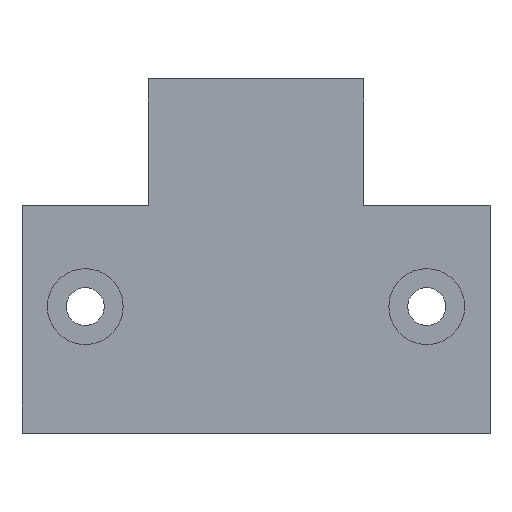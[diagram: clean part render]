
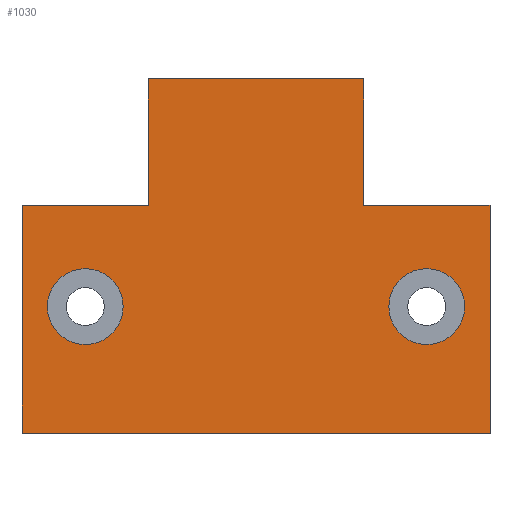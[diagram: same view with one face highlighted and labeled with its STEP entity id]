
A CAD part, front view. The second image highlights one B-rep face of the part: STEP entity #1030.
In plain terms, the highlighted planar face has unit normal (0, -1, 0).
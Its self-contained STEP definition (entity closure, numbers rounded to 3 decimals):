
#165=CARTESIAN_POINT('',(95.0,-125.0,10.0));
#166=VERTEX_POINT('',#165);
#167=CARTESIAN_POINT('',(92.0,-125.0,10.0));
#168=DIRECTION('',(0.0,1.0,0.0));
#169=DIRECTION('',(1.0,0.0,0.0));
#170=AXIS2_PLACEMENT_3D('',#167,#168,#169);
#171=CIRCLE('',#170,3.0);
#172=EDGE_CURVE('',#166,#166,#171,.T.);
#213=CARTESIAN_POINT('',(122.0,-125.0,10.0));
#214=VERTEX_POINT('',#213);
#215=CARTESIAN_POINT('',(119.0,-125.0,10.0));
#216=DIRECTION('',(0.0,1.0,0.0));
#217=DIRECTION('',(1.0,0.0,0.0));
#218=AXIS2_PLACEMENT_3D('',#215,#216,#217);
#219=CIRCLE('',#218,3.);
#220=EDGE_CURVE('',#214,#214,#219,.T.);
#385=CARTESIAN_POINT('',(124.,-125.0,0.0));
#386=VERTEX_POINT('',#385);
#393=CARTESIAN_POINT('',(87.,-125.0,0.0));
#394=VERTEX_POINT('',#393);
#395=CARTESIAN_POINT('',(124.,-125.0,0.0));
#396=DIRECTION('',(-1.0,0.0,0.0));
#397=VECTOR('',#396,37.);
#398=LINE('',#395,#397);
#399=EDGE_CURVE('',#386,#394,#398,.T.);
#752=CARTESIAN_POINT('',(124.,-125.0,18.));
#753=VERTEX_POINT('',#752);
#768=CARTESIAN_POINT('',(114.0,-125.0,18.));
#769=VERTEX_POINT('',#768);
#776=CARTESIAN_POINT('',(114.0,-125.0,18.));
#777=DIRECTION('',(1.0,0.0,0.0));
#778=VECTOR('',#777,10.);
#779=LINE('',#776,#778);
#780=EDGE_CURVE('',#769,#753,#779,.T.);
#794=CARTESIAN_POINT('',(124.0,-125.0,0.0));
#795=DIRECTION('',(0.0,0.0,1.0));
#796=VECTOR('',#795,18.);
#797=LINE('',#794,#796);
#798=EDGE_CURVE('',#386,#753,#797,.T.);
#811=CARTESIAN_POINT('',(87.,-125.0,18.));
#812=VERTEX_POINT('',#811);
#819=CARTESIAN_POINT('',(97.0,-125.0,18.));
#820=VERTEX_POINT('',#819);
#821=CARTESIAN_POINT('',(97.0,-125.0,18.));
#822=DIRECTION('',(-1.0,0.0,0.0));
#823=VECTOR('',#822,10.);
#824=LINE('',#821,#823);
#825=EDGE_CURVE('',#820,#812,#824,.T.);
#860=CARTESIAN_POINT('',(87.0,-125.0,18.));
#861=DIRECTION('',(0.0,0.0,-1.0));
#862=VECTOR('',#861,18.);
#863=LINE('',#860,#862);
#864=EDGE_CURVE('',#812,#394,#863,.T.);
#977=CARTESIAN_POINT('',(114.0,-125.0,28.0));
#978=VERTEX_POINT('',#977);
#985=CARTESIAN_POINT('',(114.0,-125.0,28.0));
#986=DIRECTION('',(0.0,0.0,-1.0));
#987=VECTOR('',#986,10.);
#988=LINE('',#985,#987);
#989=EDGE_CURVE('',#769,#978,#988,.F.);
#997=CARTESIAN_POINT('',(116.0,-125.0,0.0));
#998=DIRECTION('',(0.0,-1.0,0.0));
#999=DIRECTION('',(0.0,0.0,-1.0));
#1000=AXIS2_PLACEMENT_3D('',#997,#998,#999);
#1001=PLANE('',#1000);
#1002=CARTESIAN_POINT('',(97.0,-125.0,28.0));
#1003=VERTEX_POINT('',#1002);
#1004=CARTESIAN_POINT('',(97.0,-125.0,28.0));
#1005=DIRECTION('',(1.0,0.0,0.0));
#1006=VECTOR('',#1005,17.);
#1007=LINE('',#1004,#1006);
#1008=EDGE_CURVE('',#978,#1003,#1007,.F.);
#1009=ORIENTED_EDGE('',*,*,#1008,.T.);
#1010=CARTESIAN_POINT('',(97.0,-125.0,18.));
#1011=DIRECTION('',(0.0,0.0,1.0));
#1012=VECTOR('',#1011,10.);
#1013=LINE('',#1010,#1012);
#1014=EDGE_CURVE('',#820,#1003,#1013,.T.);
#1015=ORIENTED_EDGE('',*,*,#1014,.F.);
#1016=ORIENTED_EDGE('',*,*,#825,.T.);
#1017=ORIENTED_EDGE('',*,*,#864,.T.);
#1018=ORIENTED_EDGE('',*,*,#399,.F.);
#1019=ORIENTED_EDGE('',*,*,#798,.T.);
#1020=ORIENTED_EDGE('',*,*,#780,.F.);
#1021=ORIENTED_EDGE('',*,*,#989,.T.);
#1022=EDGE_LOOP('',(#1009,#1015,#1016,#1017,#1018,#1019,#1020,#1021));
#1023=FACE_OUTER_BOUND('',#1022,.T.);
#1024=ORIENTED_EDGE('',*,*,#172,.T.);
#1025=EDGE_LOOP('',(#1024));
#1026=FACE_BOUND('',#1025,.T.);
#1027=ORIENTED_EDGE('',*,*,#220,.T.);
#1028=EDGE_LOOP('',(#1027));
#1029=FACE_BOUND('',#1028,.T.);
#1030=ADVANCED_FACE('',(#1023,#1026,#1029),#1001,.T.);
